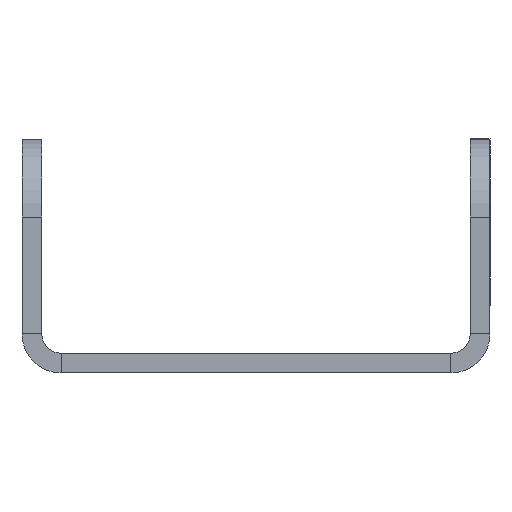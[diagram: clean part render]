
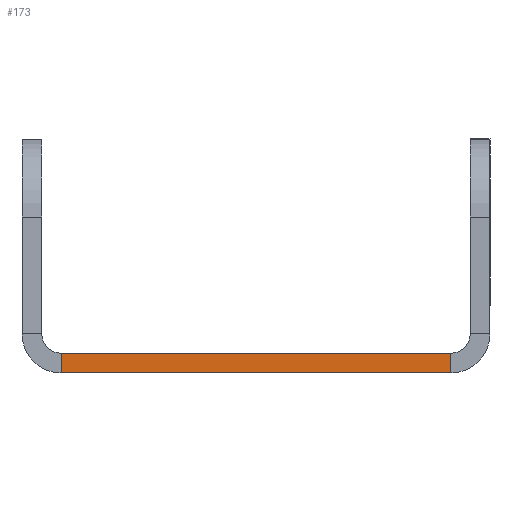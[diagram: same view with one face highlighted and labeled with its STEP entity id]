
A CAD part, left-side view. The second image highlights one B-rep face of the part: STEP entity #173.
In plain terms, the highlighted planar face has unit normal (-1, 0, 0).
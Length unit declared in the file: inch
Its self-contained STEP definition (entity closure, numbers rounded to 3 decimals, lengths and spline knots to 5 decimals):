
#173 = ADVANCED_FACE ( 'NONE', ( #2276 ), #414, .T. ) ;
#257 = CARTESIAN_POINT ( 'NONE',  ( 0., 0.6245, 0.063 ) ) ;
#414 = PLANE ( 'NONE',  #1533 ) ;
#499 = CARTESIAN_POINT ( 'NONE',  ( 0., -1.14665, 0. ) ) ;
#524 = DIRECTION ( 'NONE',  ( 0., 1., 0. ) ) ;
#689 = VECTOR ( 'NONE', #2475, 39.37008 ) ;
#802 = ORIENTED_EDGE ( 'NONE', *, *, #2314, .T. ) ;
#828 = EDGE_CURVE ( 'NONE', #3799, #3154, #2150, .T. ) ;
#908 = VECTOR ( 'NONE', #2545, 39.37008 ) ;
#919 = CARTESIAN_POINT ( 'NONE',  ( 0., -0.6245, 0.063 ) ) ;
#1166 = CARTESIAN_POINT ( 'NONE',  ( 0., -1.14665, 0.063 ) ) ;
#1244 = EDGE_LOOP ( 'NONE', ( #1846, #802, #4409, #1545 ) ) ;
#1313 = LINE ( 'NONE', #257, #689 ) ;
#1446 = CARTESIAN_POINT ( 'NONE',  ( 0., -1.14665, 0.063 ) ) ;
#1511 = EDGE_CURVE ( 'NONE', #3154, #4384, #1313, .T. ) ;
#1533 = AXIS2_PLACEMENT_3D ( 'NONE', #1166, #2559, #4023 ) ;
#1545 = ORIENTED_EDGE ( 'NONE', *, *, #1511, .T. ) ;
#1650 = LINE ( 'NONE', #919, #3627 ) ;
#1846 = ORIENTED_EDGE ( 'NONE', *, *, #3914, .F. ) ;
#1974 = VECTOR ( 'NONE', #524, 39.37008 ) ;
#2150 = LINE ( 'NONE', #1446, #908 ) ;
#2276 = FACE_OUTER_BOUND ( 'NONE', #1244, .T. ) ;
#2314 = EDGE_CURVE ( 'NONE', #3775, #3799, #1650, .T. ) ;
#2475 = DIRECTION ( 'NONE',  ( 0., 0., -1. ) ) ;
#2513 = CARTESIAN_POINT ( 'NONE',  ( 0., -0.6245, 0. ) ) ;
#2545 = DIRECTION ( 'NONE',  ( 0., 1., 0. ) ) ;
#2559 = DIRECTION ( 'NONE',  ( -1., 0., 0. ) ) ;
#2999 = CARTESIAN_POINT ( 'NONE',  ( 0., 0.6245, 0. ) ) ;
#3154 = VERTEX_POINT ( 'NONE', #4129 ) ;
#3627 = VECTOR ( 'NONE', #4536, 39.37008 ) ;
#3710 = LINE ( 'NONE', #499, #1974 ) ;
#3775 = VERTEX_POINT ( 'NONE', #2513 ) ;
#3799 = VERTEX_POINT ( 'NONE', #4323 ) ;
#3914 = EDGE_CURVE ( 'NONE', #3775, #4384, #3710, .T. ) ;
#4023 = DIRECTION ( 'NONE',  ( 0., 0., 1. ) ) ;
#4129 = CARTESIAN_POINT ( 'NONE',  ( 0., 0.6245, 0.063 ) ) ;
#4323 = CARTESIAN_POINT ( 'NONE',  ( 0., -0.6245, 0.063 ) ) ;
#4384 = VERTEX_POINT ( 'NONE', #2999 ) ;
#4409 = ORIENTED_EDGE ( 'NONE', *, *, #828, .T. ) ;
#4536 = DIRECTION ( 'NONE',  ( 0., 0., 1. ) ) ;
